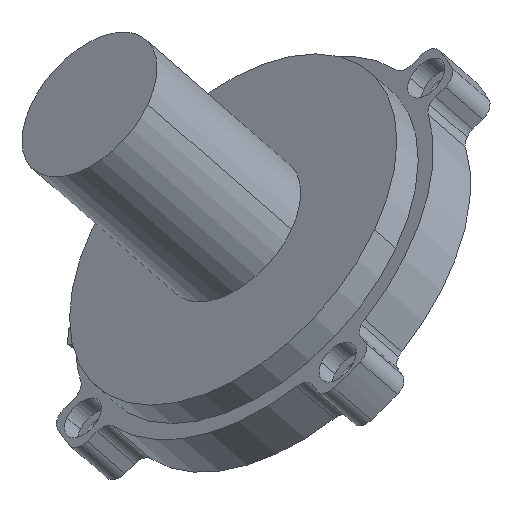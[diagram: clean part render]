
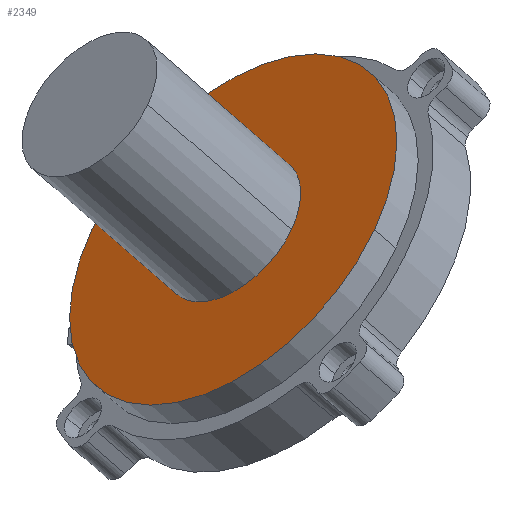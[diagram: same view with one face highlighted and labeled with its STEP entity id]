
A CAD part, left-side view. The second image highlights one B-rep face of the part: STEP entity #2349.
In plain terms, the highlighted planar face has unit normal (-0.571, 0.619, 0.539).
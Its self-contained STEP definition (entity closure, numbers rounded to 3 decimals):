
#815 = DIRECTION ( 'NONE',  ( 0.735, 0.678, 0. ) ) ;
#819 = DIRECTION ( 'NONE',  ( 0.571, -0.619, -0.539 ) ) ;
#828 = CARTESIAN_POINT ( 'NONE',  ( 561.519, 1.956, 421.181 ) ) ;
#2349 = ADVANCED_FACE ( 'NONE', ( #5041, #5074 ), #11570, .T. ) ;
#3046 = CIRCLE ( 'NONE', #7368, 10. ) ;
#3184 = CIRCLE ( 'NONE', #7641, 24.25 ) ;
#3576 = CIRCLE ( 'NONE', #6451, 10. ) ;
#3654 = CIRCLE ( 'NONE', #6497, 24.25 ) ;
#5041 = FACE_BOUND ( 'NONE', #13097, .T. ) ;
#5074 = FACE_OUTER_BOUND ( 'NONE', #13466, .T. ) ;
#5642 = EDGE_CURVE ( 'NONE', #13336, #13657, #3654, .T. ) ;
#5688 = EDGE_CURVE ( 'NONE', #13133, #13544, #3576, .T. ) ;
#5891 = EDGE_CURVE ( 'NONE', #13657, #13336, #3184, .T. ) ;
#5930 = EDGE_CURVE ( 'NONE', #13544, #13133, #3046, .T. ) ;
#6451 = AXIS2_PLACEMENT_3D ( 'NONE', #14283, #14282, #14281 ) ;
#6497 = AXIS2_PLACEMENT_3D ( 'NONE', #14093, #14071, #14070 ) ;
#7368 = AXIS2_PLACEMENT_3D ( 'NONE', #828, #819, #815 ) ;
#7641 = AXIS2_PLACEMENT_3D ( 'NONE', #13783, #13782, #13781 ) ;
#7967 = AXIS2_PLACEMENT_3D ( 'NONE', #11800, #11790, #11793 ) ;
#9852 = CARTESIAN_POINT ( 'NONE',  ( 568.87, 8.736, 421.181 ) ) ;
#10212 = CARTESIAN_POINT ( 'NONE',  ( 543.694, -14.486, 421.181 ) ) ;
#10522 = CARTESIAN_POINT ( 'NONE',  ( 554.168, -4.824, 421.181 ) ) ;
#11570 = PLANE ( 'NONE',  #7967 ) ;
#11790 = DIRECTION ( 'NONE',  ( -0.571, 0.619, 0.539 ) ) ;
#11793 = DIRECTION ( 'NONE',  ( 0.814, 0.342, 0.47 ) ) ;
#11800 = CARTESIAN_POINT ( 'NONE',  ( 538.927, -23.781, 426.814 ) ) ;
#12733 = CARTESIAN_POINT ( 'NONE',  ( 579.344, 18.397, 421.181 ) ) ;
#12906 = ORIENTED_EDGE ( 'NONE', *, *, #5930, .T. ) ;
#12928 = ORIENTED_EDGE ( 'NONE', *, *, #5891, .T. ) ;
#13097 = EDGE_LOOP ( 'NONE', ( #12906, #13190 ) ) ;
#13133 = VERTEX_POINT ( 'NONE', #10522 ) ;
#13190 = ORIENTED_EDGE ( 'NONE', *, *, #5688, .T. ) ;
#13292 = ORIENTED_EDGE ( 'NONE', *, *, #5642, .T. ) ;
#13336 = VERTEX_POINT ( 'NONE', #10212 ) ;
#13466 = EDGE_LOOP ( 'NONE', ( #12928, #13292 ) ) ;
#13544 = VERTEX_POINT ( 'NONE', #9852 ) ;
#13657 = VERTEX_POINT ( 'NONE', #12733 ) ;
#13781 = DIRECTION ( 'NONE',  ( 0.735, 0.678, 0. ) ) ;
#13782 = DIRECTION ( 'NONE',  ( -0.571, 0.619, 0.539 ) ) ;
#13783 = CARTESIAN_POINT ( 'NONE',  ( 561.519, 1.956, 421.181 ) ) ;
#14070 = DIRECTION ( 'NONE',  ( 0.735, 0.678, 0. ) ) ;
#14071 = DIRECTION ( 'NONE',  ( -0.571, 0.619, 0.539 ) ) ;
#14093 = CARTESIAN_POINT ( 'NONE',  ( 561.519, 1.956, 421.181 ) ) ;
#14281 = DIRECTION ( 'NONE',  ( 0.735, 0.678, 0. ) ) ;
#14282 = DIRECTION ( 'NONE',  ( 0.571, -0.619, -0.539 ) ) ;
#14283 = CARTESIAN_POINT ( 'NONE',  ( 561.519, 1.956, 421.181 ) ) ;
